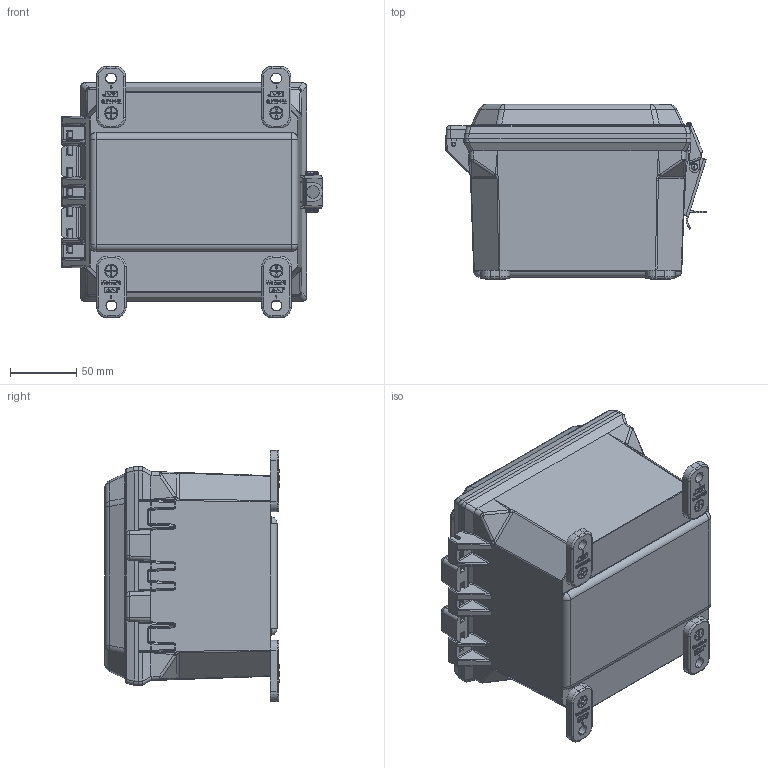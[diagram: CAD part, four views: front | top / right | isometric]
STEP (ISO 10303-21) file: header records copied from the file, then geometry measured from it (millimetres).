
FILE_DESCRIPTION (( 'STEP AP203' ), '1' );
FILE_NAME ('AMU664L.step', '2014-05-08T12:14:28', ( '' ), ( '' ), 'SwSTEP 2.0', 'SolidWorks 2014', '' );
FILE_SCHEMA (( 'CONFIG_CONTROL_DESIGN' ));
Length unit declared in the file: inch
Products named in the file (14): 55-103212316; 2406001_part; 2381001; 70-AMPSSLCH316 (LATCH BASE); 70-AMPSSLCH316_INSTALLED POSITION; 70-AMPSSLCH316 (LATCH LEVER); 70-60820-1; 70-AMPSSLCH316 (LATCH HOOK); 55-1032516_PreviewCfg; 70-AMPSSLCH316 (RIVET A); 70-HPIN6316; 70-AMPSSLCH316 (RIVET B); 2404001_box; AMU664L
Assembly tree (22 placements, depth 3):
  AMU664L
    2404001_box
    55-103212316  x4
    2406001_part
    2381001  x4
    70-AMPSSLCH316_INSTALLED POSITION
      70-AMPSSLCH316 (LATCH BASE)
      70-AMPSSLCH316 (LATCH LEVER)
      70-AMPSSLCH316 (LATCH HOOK)
      70-AMPSSLCH316 (RIVET A)
      70-AMPSSLCH316 (RIVET B)
    70-60820-1
    55-1032516_PreviewCfg  x4
    70-HPIN6316
Bounding box: 197.08 x 131.98 x 189.68 mm (x, y, z)
Volume: 568712.7 mm3; surface area: 323961.7 mm2
Topology: 21 solids, 21 shells, 3950 faces, 9925 edges, 6266 vertices
Faces by surface type: plane 1994, cylinder 756, bspline 704, cone 276, torus 142, sphere 78
Entity records: 119980 total; most frequent: CARTESIAN_POINT 48548, ORIENTED_EDGE 15570, DIRECTION 12567, EDGE_CURVE 7785, VERTEX_POINT 4910, LINE 4851, VECTOR 4851, AXIS2_PLACEMENT_3D 3858
